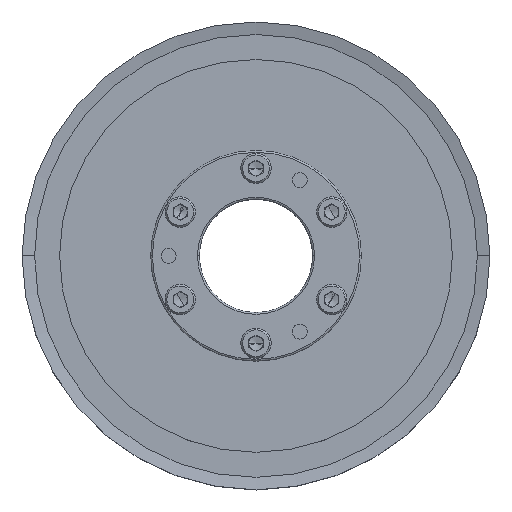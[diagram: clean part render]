
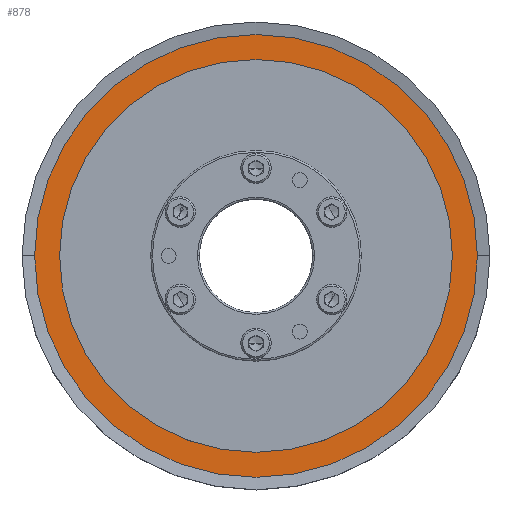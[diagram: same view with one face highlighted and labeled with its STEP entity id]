
A CAD part, top view. The second image highlights one B-rep face of the part: STEP entity #878.
In plain terms, the highlighted planar face has unit normal (0, 0, 1).
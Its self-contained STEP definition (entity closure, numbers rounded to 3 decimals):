
#60 = AXIS2_PLACEMENT_3D ( 'NONE', #3845, #3739, #17077 ) ;
#209 = AXIS2_PLACEMENT_3D ( 'NONE', #6558, #10952, #609 ) ;
#609 = DIRECTION ( 'NONE',  ( 1., 0., 0. ) ) ;
#878 = ADVANCED_FACE ( 'NONE', ( #14090, #2049 ), #2153, .T. ) ;
#1890 = CIRCLE ( 'NONE', #12996, 62. ) ;
#2049 = FACE_BOUND ( 'NONE', #18208, .T. ) ;
#2153 = PLANE ( 'NONE',  #60 ) ;
#2340 = EDGE_LOOP ( 'NONE', ( #12507, #10306 ) ) ;
#2441 = ORIENTED_EDGE ( 'NONE', *, *, #10701, .F. ) ;
#3472 = CIRCLE ( 'NONE', #14907, 55. ) ;
#3739 = DIRECTION ( 'NONE',  ( 0., 0., 1. ) ) ;
#3845 = CARTESIAN_POINT ( 'NONE',  ( 0., 0., 31.1 ) ) ;
#4524 = CARTESIAN_POINT ( 'NONE',  ( 0., 0., 31.1 ) ) ;
#5554 = VERTEX_POINT ( 'NONE', #15333 ) ;
#6558 = CARTESIAN_POINT ( 'NONE',  ( 0., 0., 31.1 ) ) ;
#6570 = VERTEX_POINT ( 'NONE', #16634 ) ;
#6921 = CIRCLE ( 'NONE', #9477, 62. ) ;
#8170 = DIRECTION ( 'NONE',  ( 0., 0., 1. ) ) ;
#8820 = CARTESIAN_POINT ( 'NONE',  ( -55., 0., 31.1 ) ) ;
#8863 = ORIENTED_EDGE ( 'NONE', *, *, #17804, .F. ) ;
#9477 = AXIS2_PLACEMENT_3D ( 'NONE', #9479, #8170, #15354 ) ;
#9479 = CARTESIAN_POINT ( 'NONE',  ( 0., 0., 31.1 ) ) ;
#10306 = ORIENTED_EDGE ( 'NONE', *, *, #12503, .T. ) ;
#10611 = DIRECTION ( 'NONE',  ( 0., 0., 1. ) ) ;
#10701 = EDGE_CURVE ( 'NONE', #5554, #15093, #3472, .T. ) ;
#10952 = DIRECTION ( 'NONE',  ( 0., 0., 1. ) ) ;
#12503 = EDGE_CURVE ( 'NONE', #6570, #15804, #6921, .T. ) ;
#12507 = ORIENTED_EDGE ( 'NONE', *, *, #14635, .T. ) ;
#12996 = AXIS2_PLACEMENT_3D ( 'NONE', #4524, #10611, #16648 ) ;
#13327 = CARTESIAN_POINT ( 'NONE',  ( 0., 0., 31.1 ) ) ;
#14090 = FACE_OUTER_BOUND ( 'NONE', #2340, .T. ) ;
#14635 = EDGE_CURVE ( 'NONE', #15804, #6570, #1890, .T. ) ;
#14820 = CIRCLE ( 'NONE', #209, 55. ) ;
#14907 = AXIS2_PLACEMENT_3D ( 'NONE', #13327, #16403, #16013 ) ;
#15093 = VERTEX_POINT ( 'NONE', #8820 ) ;
#15333 = CARTESIAN_POINT ( 'NONE',  ( 55., 0., 31.1 ) ) ;
#15354 = DIRECTION ( 'NONE',  ( 1., 0., 0. ) ) ;
#15804 = VERTEX_POINT ( 'NONE', #18726 ) ;
#16013 = DIRECTION ( 'NONE',  ( 1., 0., 0. ) ) ;
#16403 = DIRECTION ( 'NONE',  ( 0., 0., 1. ) ) ;
#16634 = CARTESIAN_POINT ( 'NONE',  ( -62., 0., 31.1 ) ) ;
#16648 = DIRECTION ( 'NONE',  ( 1., 0., 0. ) ) ;
#17077 = DIRECTION ( 'NONE',  ( 1., 0., 0. ) ) ;
#17804 = EDGE_CURVE ( 'NONE', #15093, #5554, #14820, .T. ) ;
#18208 = EDGE_LOOP ( 'NONE', ( #2441, #8863 ) ) ;
#18726 = CARTESIAN_POINT ( 'NONE',  ( 62., 0., 31.1 ) ) ;
